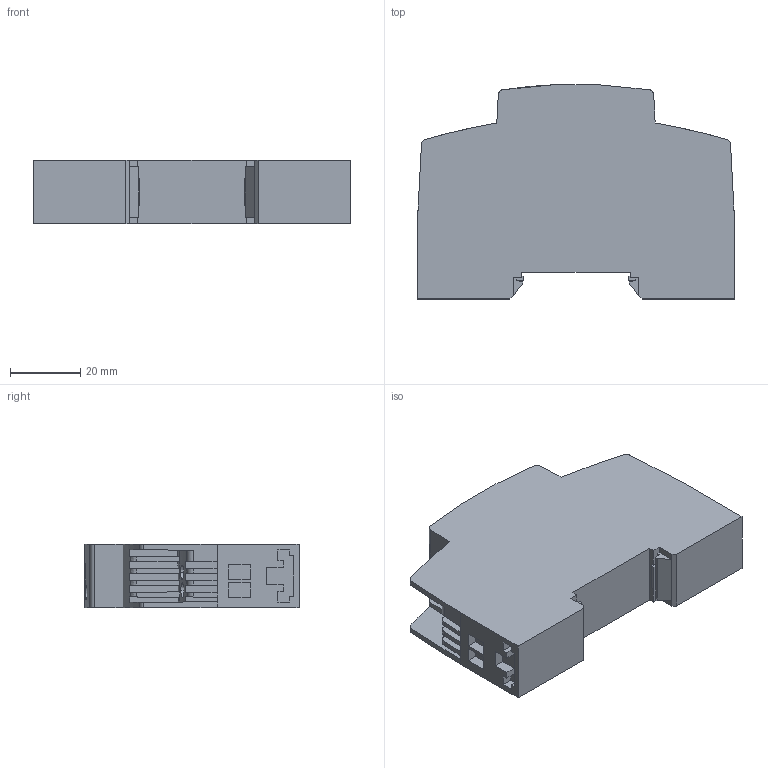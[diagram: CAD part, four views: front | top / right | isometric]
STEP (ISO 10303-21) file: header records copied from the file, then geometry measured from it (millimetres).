
FILE_DESCRIPTION(('SolidDesigner STEP Export'),'2;1');
FILE_NAME('2868596_step_ps_1ac_24dc_05-select.stp','2010-03-18T14:20:39',(''),(''),'CoCreate Modeling STEP processor for AP214 (Solid Model)','CoCreate Modeling 16.00A 16-Aug-2008 (C) Parametric Technology GmbH','');
FILE_SCHEMA(('AUTOMOTIVE_DESIGN { 1 0 10303 214 1 1 1 1 }'));
Length unit declared in the file: millimetre
Products named in the file (2): 2868596_step_ps_1ac_24dc_05-select
Assembly tree (1 placements, depth 2):
  2868596_step_ps_1ac_24dc_05-select
    2868596_step_ps_1ac_24dc_05-select
Bounding box: 90 x 60.83 x 18 mm (x, y, z)
Volume: 76574 mm3; surface area: 16857.5 mm2
Topology: 1 solids, 2 shells, 235 faces, 634 edges, 414 vertices
Faces by surface type: plane 182, cylinder 25, bspline 16, extrusion 12
Entity records: 10042 total; most frequent: CARTESIAN_POINT 2624, ORIENTED_EDGE 1268, DIRECTION 936, EDGE_CURVE 634, VECTOR 426, VERTEX_POINT 414, LINE 408, AXIS2_PLACEMENT_3D 255
